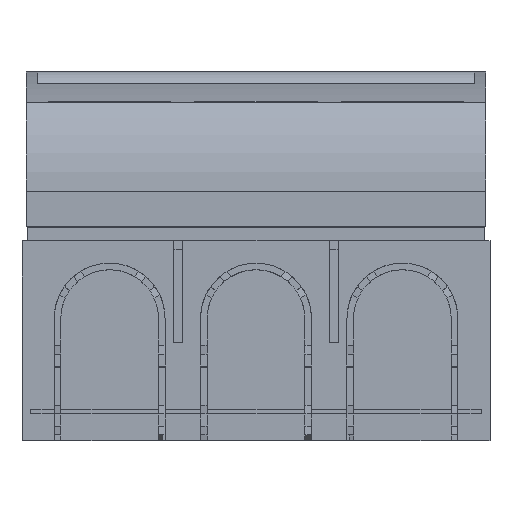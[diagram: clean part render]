
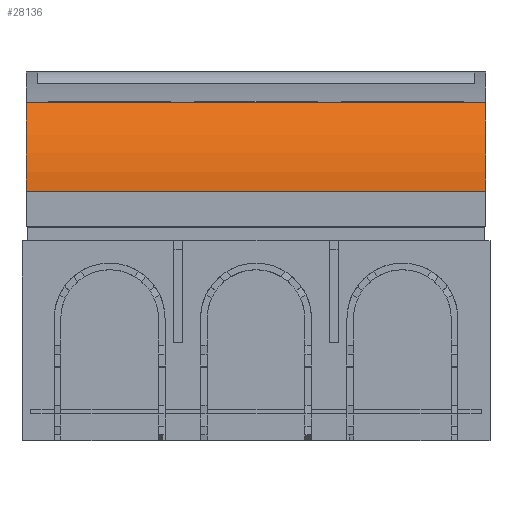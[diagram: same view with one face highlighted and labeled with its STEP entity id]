
A CAD part, front view. The second image highlights one B-rep face of the part: STEP entity #28136.
In plain terms, the highlighted cylindrical face has radius 30 mm (diameter 60 mm), a partial arc.
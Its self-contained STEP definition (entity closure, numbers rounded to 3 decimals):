
#28109=AXIS2_PLACEMENT_3D('Cylinder Axis2P3D',#28106,#28107,#28108) ;
#28122=AXIS2_PLACEMENT_3D('Circle Axis2P3D',#28120,#28121,$) ;
#28127=AXIS2_PLACEMENT_3D('Circle Axis2P3D',#28125,#28126,$) ;
#27998=CARTESIAN_POINT('Vertex',(26.639,51.75,79.7)) ;
#28001=CARTESIAN_POINT('Line Origine',(26.639,0.,79.7)) ;
#28005=CARTESIAN_POINT('Vertex',(26.639,-51.75,79.7)) ;
#28106=CARTESIAN_POINT('Axis2P3D Location',(49.,0.,59.7)) ;
#28111=CARTESIAN_POINT('Line Origine',(19.,0.,59.7)) ;
#28115=CARTESIAN_POINT('Vertex',(19.,-51.75,59.7)) ;
#28117=CARTESIAN_POINT('Vertex',(19.,51.75,59.7)) ;
#28120=CARTESIAN_POINT('Axis2P3D Location',(49.,-51.75,59.7)) ;
#28125=CARTESIAN_POINT('Axis2P3D Location',(49.,51.75,59.7)) ;
#28002=DIRECTION('Vector Direction',(0.,1.,0.)) ;
#28107=DIRECTION('Axis2P3D Direction',(0.,1.,-0.)) ;
#28108=DIRECTION('Axis2P3D XDirection',(-1.,0.,0.)) ;
#28112=DIRECTION('Vector Direction',(0.,1.,0.)) ;
#28121=DIRECTION('Axis2P3D Direction',(0.,1.,-0.)) ;
#28126=DIRECTION('Axis2P3D Direction',(0.,1.,-0.)) ;
#28003=VECTOR('Line Direction',#28002,1.) ;
#28113=VECTOR('Line Direction',#28112,1.) ;
#28131=ORIENTED_EDGE('',*,*,#28119,.F.) ;
#28132=ORIENTED_EDGE('',*,*,#28124,.T.) ;
#28133=ORIENTED_EDGE('',*,*,#28007,.T.) ;
#28134=ORIENTED_EDGE('',*,*,#28129,.F.) ;
#28136=ADVANCED_FACE('Hauptkoerper nicht benutzen',(#28135),#28110,.T.) ;
#28123=CIRCLE('generated circle',#28122,30.) ;
#28128=CIRCLE('generated circle',#28127,30.) ;
#28110=CYLINDRICAL_SURFACE('generated cylinder',#28109,30.) ;
#28007=EDGE_CURVE('',#28006,#27999,#28004,.T.) ;
#28119=EDGE_CURVE('',#28116,#28118,#28114,.T.) ;
#28124=EDGE_CURVE('',#28116,#28006,#28123,.T.) ;
#28129=EDGE_CURVE('',#28118,#27999,#28128,.T.) ;
#28130=EDGE_LOOP('',(#28131,#28132,#28133,#28134)) ;
#28135=FACE_OUTER_BOUND('',#28130,.T.) ;
#28004=LINE('Line',#28001,#28003) ;
#28114=LINE('Line',#28111,#28113) ;
#27999=VERTEX_POINT('',#27998) ;
#28006=VERTEX_POINT('',#28005) ;
#28116=VERTEX_POINT('',#28115) ;
#28118=VERTEX_POINT('',#28117) ;
